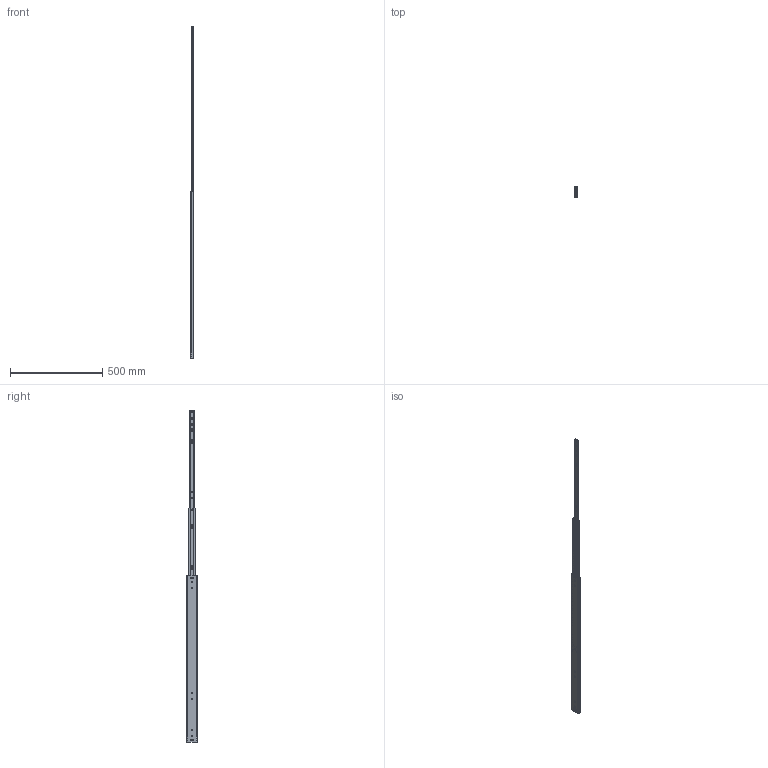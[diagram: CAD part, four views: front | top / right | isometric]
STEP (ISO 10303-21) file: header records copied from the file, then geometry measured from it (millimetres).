
FILE_DESCRIPTION(/* description */ ('Vollauszug Serie 038 900x900 Lange Schiene'),/* implementation_level */ '2;1');
FILE_NAME(/* name */ '07000071001.stp',/* time_stamp */ '2020-11-19T15:51:38+01:00',/* author */ ('Dennis Bruder'),/* organization */ (''),/* preprocessor_version */ 'ST-DEVELOPER v18',/* originating_system */ 'Autodesk Inventor 2020',/* authorisation */ '');
FILE_SCHEMA (('AUTOMOTIVE_DESIGN { 1 0 10303 214 3 1 1 }'));
Products named in the file (1): 07000071001
Bounding box: 18.75 x 57.38 x 1800 mm (x, y, z)
Volume: 355546.9 mm3; surface area: 471637.6 mm2
Topology: 126 solids, 126 shells, 5090 faces, 15462 edges, 10314 vertices
Faces by surface type: plane 2320, cylinder 1054, cone 825, torus 425, bspline 348, sphere 118
Full cylindrical faces by diameter (mm): 3.5 x2, 4.5 x7, 4.6 x8, 5.9 x2, 6 x2, 6.5 x6, 8 x4, 8.2 x1, 9 x1, 12 x2, 14 x1
Entity records: 201594 total; most frequent: CARTESIAN_POINT 65902, ORIENTED_EDGE 30442, DIRECTION 23948, EDGE_CURVE 15221, VERTEX_POINT 10314, AXIS2_PLACEMENT_3D 8380, LINE 7188, VECTOR 7188
